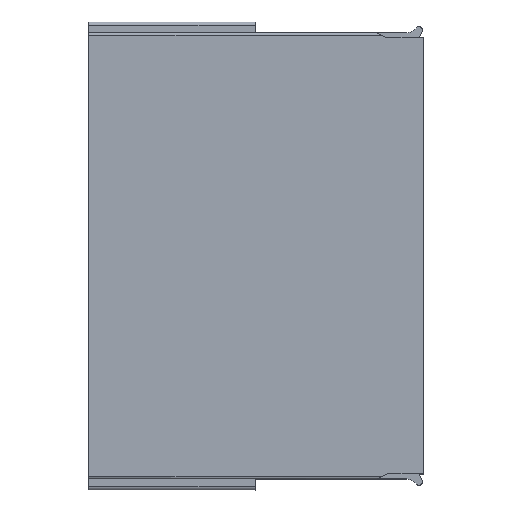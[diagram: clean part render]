
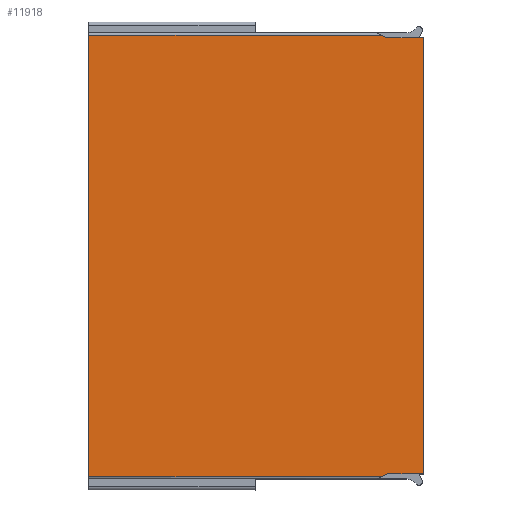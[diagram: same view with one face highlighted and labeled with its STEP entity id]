
A CAD part, top view. The second image highlights one B-rep face of the part: STEP entity #11918.
In plain terms, the highlighted planar face has unit normal (0, 0, 1).
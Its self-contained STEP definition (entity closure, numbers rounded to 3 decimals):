
#1023=DIRECTION('',(0.,1.,0.));
#1024=VECTOR('',#1023,38.1);
#1025=CARTESIAN_POINT('',(14.625,1.4,7.145));
#1026=LINE('',#1025,#1024);
#3736=DIRECTION('',(-0.907,0.421,-0.004));
#3737=VECTOR('',#3736,0.594);
#3738=CARTESIAN_POINT('',(11.525,39.5,7.145));
#3739=LINE('',#3738,#3737);
#3740=DIRECTION('',(-1.,0.,0.));
#3741=VECTOR('',#3740,3.1);
#3742=CARTESIAN_POINT('',(14.625,39.5,7.145));
#3743=LINE('',#3742,#3741);
#3744=DIRECTION('',(-1.,0.,0.));
#3745=VECTOR('',#3744,3.1);
#3746=CARTESIAN_POINT('',(14.625,1.4,7.145));
#3747=LINE('',#3746,#3745);
#3748=DIRECTION('',(-0.907,-0.421,-0.004));
#3749=VECTOR('',#3748,0.594);
#3750=CARTESIAN_POINT('',(11.525,1.4,7.145));
#3751=LINE('',#3750,#3749);
#3752=DIRECTION('',(1.,0.,0.));
#3753=VECTOR('',#3752,25.611);
#3754=CARTESIAN_POINT('',(-14.625,1.15,7.143));
#3755=LINE('',#3754,#3753);
#3756=DIRECTION('',(0.,1.,0.));
#3757=VECTOR('',#3756,38.6);
#3758=CARTESIAN_POINT('',(-14.625,1.15,7.143));
#3759=LINE('',#3758,#3757);
#3760=DIRECTION('',(-1.,0.,0.));
#3761=VECTOR('',#3760,25.611);
#3762=CARTESIAN_POINT('',(10.986,39.75,7.143));
#3763=LINE('',#3762,#3761);
#5831=CARTESIAN_POINT('',(14.625,1.4,7.145));
#5832=CARTESIAN_POINT('',(11.525,1.4,7.145));
#5833=VERTEX_POINT('',#5831);
#5834=VERTEX_POINT('',#5832);
#5869=CARTESIAN_POINT('',(-14.625,1.15,7.14));
#5870=VERTEX_POINT('',#5869);
#5879=CARTESIAN_POINT('',(10.986,1.15,7.143));
#5880=VERTEX_POINT('',#5879);
#5902=CARTESIAN_POINT('',(-14.625,39.75,7.14));
#5903=VERTEX_POINT('',#5902);
#6051=CARTESIAN_POINT('',(11.525,39.5,7.145));
#6053=VERTEX_POINT('',#6051);
#6113=CARTESIAN_POINT('',(10.986,39.75,7.143));
#6114=VERTEX_POINT('',#6113);
#6115=CARTESIAN_POINT('',(14.625,39.5,7.145));
#6116=VERTEX_POINT('',#6115);
#11900=CARTESIAN_POINT('',(-14.625,0.,7.145));
#11901=DIRECTION('',(0.,0.,1.));
#11902=DIRECTION('',(1.,0.,0.));
#11903=AXIS2_PLACEMENT_3D('',#11900,#11901,#11902);
#11904=PLANE('',#11903);
#11905=ORIENTED_EDGE('',*,*,#10834,.F.);
#11906=ORIENTED_EDGE('',*,*,#11895,.F.);
#11907=ORIENTED_EDGE('',*,*,#7418,.F.);
#11909=ORIENTED_EDGE('',*,*,#11908,.T.);
#11911=ORIENTED_EDGE('',*,*,#11910,.T.);
#11913=ORIENTED_EDGE('',*,*,#11912,.F.);
#11914=ORIENTED_EDGE('',*,*,#10783,.T.);
#11915=ORIENTED_EDGE('',*,*,#10817,.F.);
#11916=EDGE_LOOP('',(#11905,#11906,#11907,#11909,#11911,#11913,#11914,#11915));
#11917=FACE_OUTER_BOUND('',#11916,.F.);
#11918=ADVANCED_FACE('',(#11917),#11904,.T.);
#7418=EDGE_CURVE('',#5833,#6116,#1026,.T.);
#10783=EDGE_CURVE('',#5870,#5903,#3759,.T.);
#10817=EDGE_CURVE('',#6114,#5903,#3763,.T.);
#10834=EDGE_CURVE('',#6053,#6114,#3739,.T.);
#11895=EDGE_CURVE('',#6116,#6053,#3743,.T.);
#11908=EDGE_CURVE('',#5833,#5834,#3747,.T.);
#11910=EDGE_CURVE('',#5834,#5880,#3751,.T.);
#11912=EDGE_CURVE('',#5870,#5880,#3755,.T.);
